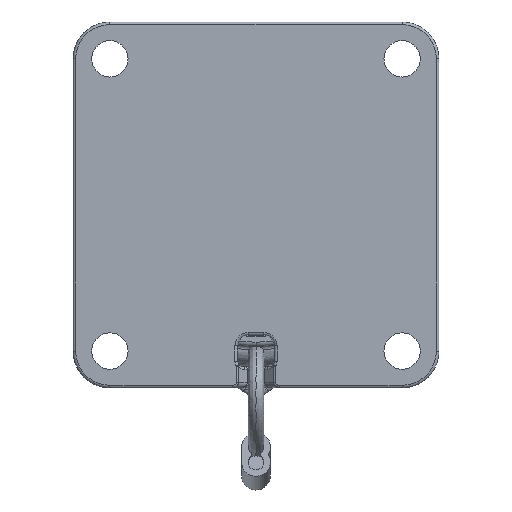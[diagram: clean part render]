
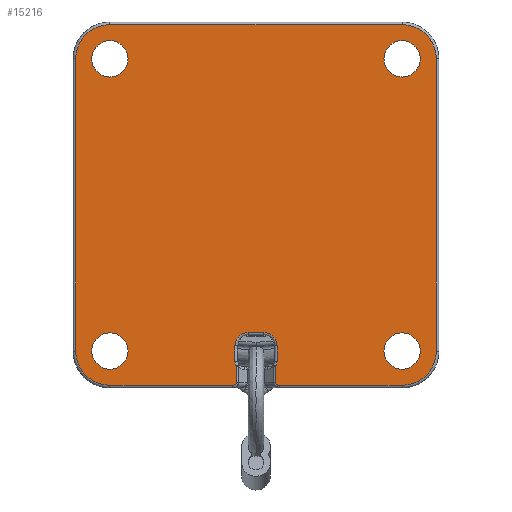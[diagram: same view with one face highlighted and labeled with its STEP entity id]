
A CAD part, front view. The second image highlights one B-rep face of the part: STEP entity #15216.
In plain terms, the highlighted planar face has unit normal (0, -1, 0).
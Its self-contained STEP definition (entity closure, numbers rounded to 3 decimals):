
#1=DIRECTION('',(0.,0.,1.));
#2=VECTOR('',#1,3.11);
#3=CARTESIAN_POINT('',(-3.707,-3.36,-33.75));
#4=LINE('',#3,#2);
#5=CARTESIAN_POINT('',(-4.414,-3.36,-34.25));
#6=CARTESIAN_POINT('',(-4.328,-3.36,-34.25));
#7=CARTESIAN_POINT('',(-4.169,-3.36,-34.229));
#8=CARTESIAN_POINT('',(-3.97,-3.36,-34.149));
#9=CARTESIAN_POINT('',(-3.818,-3.36,-34.034));
#10=CARTESIAN_POINT('',(-3.725,-3.36,-33.891));
#11=CARTESIAN_POINT('',(-3.707,-3.36,-33.798));
#12=CARTESIAN_POINT('',(-3.707,-3.36,-33.75));
#14=DIRECTION('',(1.,0.,0.));
#15=VECTOR('',#14,23.336);
#16=CARTESIAN_POINT('',(-27.75,-3.36,-34.25));
#17=LINE('',#16,#15);
#18=CARTESIAN_POINT('',(-27.75,-3.36,-27.75));
#19=DIRECTION('',(0.,-1.,0.));
#20=DIRECTION('',(-1.,0.,0.));
#21=AXIS2_PLACEMENT_3D('',#18,#19,#20);
#23=DIRECTION('',(0.,0.,-1.));
#24=VECTOR('',#23,55.5);
#25=CARTESIAN_POINT('',(-34.25,-3.36,27.75));
#26=LINE('',#25,#24);
#27=CARTESIAN_POINT('',(-27.75,-3.36,27.75));
#28=DIRECTION('',(0.,-1.,0.));
#29=DIRECTION('',(0.,0.,1.));
#30=AXIS2_PLACEMENT_3D('',#27,#28,#29);
#32=DIRECTION('',(-1.,0.,0.));
#33=VECTOR('',#32,55.5);
#34=CARTESIAN_POINT('',(27.75,-3.36,34.25));
#35=LINE('',#34,#33);
#36=CARTESIAN_POINT('',(27.75,-3.36,27.75));
#37=DIRECTION('',(0.,-1.,0.));
#38=DIRECTION('',(1.,0.,0.));
#39=AXIS2_PLACEMENT_3D('',#36,#37,#38);
#41=DIRECTION('',(0.,0.,1.));
#42=VECTOR('',#41,55.5);
#43=CARTESIAN_POINT('',(34.25,-3.36,-27.75));
#44=LINE('',#43,#42);
#45=CARTESIAN_POINT('',(27.75,-3.36,-27.75));
#46=DIRECTION('',(0.,-1.,0.));
#47=DIRECTION('',(0.,0.,-1.));
#48=AXIS2_PLACEMENT_3D('',#45,#46,#47);
#50=DIRECTION('',(1.,0.,0.));
#51=VECTOR('',#50,23.336);
#52=CARTESIAN_POINT('',(4.414,-3.36,-34.25));
#53=LINE('',#52,#51);
#54=CARTESIAN_POINT('',(3.707,-3.36,-33.75));
#55=CARTESIAN_POINT('',(3.707,-3.36,-33.798));
#56=CARTESIAN_POINT('',(3.726,-3.36,-33.892));
#57=CARTESIAN_POINT('',(3.818,-3.36,-34.034));
#58=CARTESIAN_POINT('',(3.969,-3.36,-34.149));
#59=CARTESIAN_POINT('',(4.169,-3.36,-34.229));
#60=CARTESIAN_POINT('',(4.328,-3.36,-34.25));
#61=CARTESIAN_POINT('',(4.414,-3.36,-34.25));
#63=DIRECTION('',(0.,0.,-1.));
#64=VECTOR('',#63,3.11);
#65=CARTESIAN_POINT('',(3.707,-3.36,-30.64));
#66=LINE('',#65,#64);
#67=CARTESIAN_POINT('',(2.5,-3.36,-29.75));
#68=DIRECTION('',(0.,1.,0.));
#69=DIRECTION('',(1.,0.,0.));
#70=AXIS2_PLACEMENT_3D('',#67,#68,#69);
#72=DIRECTION('',(0.,0.,-1.));
#73=VECTOR('',#72,3.);
#74=CARTESIAN_POINT('',(4.,-3.36,-26.75));
#75=LINE('',#74,#73);
#76=CARTESIAN_POINT('',(1.5,-3.36,-26.75));
#77=DIRECTION('',(0.,1.,0.));
#78=DIRECTION('',(0.,0.,1.));
#79=AXIS2_PLACEMENT_3D('',#76,#77,#78);
#81=DIRECTION('',(1.,0.,0.));
#82=VECTOR('',#81,3.);
#83=CARTESIAN_POINT('',(-1.5,-3.36,-24.25));
#84=LINE('',#83,#82);
#85=CARTESIAN_POINT('',(-1.5,-3.36,-26.75));
#86=DIRECTION('',(0.,1.,0.));
#87=DIRECTION('',(-1.,0.,0.));
#88=AXIS2_PLACEMENT_3D('',#85,#86,#87);
#90=DIRECTION('',(0.,0.,1.));
#91=VECTOR('',#90,3.);
#92=CARTESIAN_POINT('',(-4.,-3.36,-29.75));
#93=LINE('',#92,#91);
#94=CARTESIAN_POINT('',(-2.5,-3.36,-29.75));
#95=DIRECTION('',(0.,1.,0.));
#96=DIRECTION('',(-0.805,0.,-0.594));
#97=AXIS2_PLACEMENT_3D('',#94,#95,#96);
#99=CARTESIAN_POINT('',(-27.75,-3.36,-27.75));
#100=DIRECTION('',(0.,1.,0.));
#101=DIRECTION('',(1.,0.,0.));
#102=AXIS2_PLACEMENT_3D('',#99,#100,#101);
#104=CARTESIAN_POINT('',(-27.75,-3.36,-27.75));
#105=DIRECTION('',(0.,1.,0.));
#106=DIRECTION('',(-1.,0.,0.));
#107=AXIS2_PLACEMENT_3D('',#104,#105,#106);
#109=CARTESIAN_POINT('',(27.75,-3.36,-27.75));
#110=DIRECTION('',(0.,1.,0.));
#111=DIRECTION('',(1.,0.,0.));
#112=AXIS2_PLACEMENT_3D('',#109,#110,#111);
#114=CARTESIAN_POINT('',(27.75,-3.36,-27.75));
#115=DIRECTION('',(0.,1.,0.));
#116=DIRECTION('',(-1.,0.,0.));
#117=AXIS2_PLACEMENT_3D('',#114,#115,#116);
#119=CARTESIAN_POINT('',(27.75,-3.36,27.75));
#120=DIRECTION('',(0.,1.,0.));
#121=DIRECTION('',(1.,0.,0.));
#122=AXIS2_PLACEMENT_3D('',#119,#120,#121);
#124=CARTESIAN_POINT('',(27.75,-3.36,27.75));
#125=DIRECTION('',(0.,1.,0.));
#126=DIRECTION('',(-1.,0.,0.));
#127=AXIS2_PLACEMENT_3D('',#124,#125,#126);
#129=CARTESIAN_POINT('',(-27.75,-3.36,27.75));
#130=DIRECTION('',(0.,1.,0.));
#131=DIRECTION('',(1.,0.,0.));
#132=AXIS2_PLACEMENT_3D('',#129,#130,#131);
#134=CARTESIAN_POINT('',(-27.75,-3.36,27.75));
#135=DIRECTION('',(0.,1.,0.));
#136=DIRECTION('',(-1.,0.,0.));
#137=AXIS2_PLACEMENT_3D('',#134,#135,#136);
#11970=CARTESIAN_POINT('',(-24.3,-3.36,27.75));
#11971=CARTESIAN_POINT('',(-31.2,-3.36,27.75));
#11972=VERTEX_POINT('',#11970);
#11973=VERTEX_POINT('',#11971);
#11974=CARTESIAN_POINT('',(31.2,-3.36,27.75));
#11975=CARTESIAN_POINT('',(24.3,-3.36,27.75));
#11976=VERTEX_POINT('',#11974);
#11977=VERTEX_POINT('',#11975);
#11978=CARTESIAN_POINT('',(31.2,-3.36,-27.75));
#11979=CARTESIAN_POINT('',(24.3,-3.36,-27.75));
#11980=VERTEX_POINT('',#11978);
#11981=VERTEX_POINT('',#11979);
#11982=CARTESIAN_POINT('',(-24.3,-3.36,-27.75));
#11983=CARTESIAN_POINT('',(-31.2,-3.36,-27.75));
#11984=VERTEX_POINT('',#11982);
#11985=VERTEX_POINT('',#11983);
#11986=CARTESIAN_POINT('',(-4.,-3.36,-29.75));
#11987=CARTESIAN_POINT('',(-4.,-3.36,-26.75));
#11988=VERTEX_POINT('',#11986);
#11989=VERTEX_POINT('',#11987);
#11994=CARTESIAN_POINT('',(-1.5,-3.36,-24.25));
#11995=VERTEX_POINT('',#11994);
#11998=CARTESIAN_POINT('',(1.5,-3.36,-24.25));
#11999=VERTEX_POINT('',#11998);
#12002=CARTESIAN_POINT('',(4.,-3.36,-26.75));
#12003=VERTEX_POINT('',#12002);
#12006=CARTESIAN_POINT('',(4.,-3.36,-29.75));
#12007=VERTEX_POINT('',#12006);
#14125=CARTESIAN_POINT('',(-3.707,-3.36,-30.64));
#14126=VERTEX_POINT('',#14125);
#14127=CARTESIAN_POINT('',(-3.707,-3.36,-33.75));
#14128=VERTEX_POINT('',#14127);
#14131=VERTEX_POINT('',#5);
#14133=CARTESIAN_POINT('',(-27.75,-3.36,-34.25));
#14134=VERTEX_POINT('',#14133);
#14137=CARTESIAN_POINT('',(-34.25,-3.36,-27.75));
#14138=VERTEX_POINT('',#14137);
#14141=CARTESIAN_POINT('',(-34.25,-3.36,27.75));
#14142=VERTEX_POINT('',#14141);
#14145=CARTESIAN_POINT('',(-27.75,-3.36,34.25));
#14146=VERTEX_POINT('',#14145);
#14149=CARTESIAN_POINT('',(27.75,-3.36,34.25));
#14150=VERTEX_POINT('',#14149);
#14153=CARTESIAN_POINT('',(34.25,-3.36,27.75));
#14154=VERTEX_POINT('',#14153);
#14157=CARTESIAN_POINT('',(34.25,-3.36,-27.75));
#14158=VERTEX_POINT('',#14157);
#14161=CARTESIAN_POINT('',(27.75,-3.36,-34.25));
#14162=VERTEX_POINT('',#14161);
#14165=CARTESIAN_POINT('',(4.414,-3.36,-34.25));
#14166=VERTEX_POINT('',#14165);
#14169=VERTEX_POINT('',#54);
#14171=CARTESIAN_POINT('',(3.707,-3.36,-30.64));
#14172=VERTEX_POINT('',#14171);
#15145=CARTESIAN_POINT('',(0.,-3.36,0.));
#15146=DIRECTION('',(0.,1.,0.));
#15147=DIRECTION('',(1.,0.,0.));
#15148=AXIS2_PLACEMENT_3D('',#15145,#15146,#15147);
#15149=PLANE('',#15148);
#15151=ORIENTED_EDGE('',*,*,#15150,.F.);
#15153=ORIENTED_EDGE('',*,*,#15152,.F.);
#15155=ORIENTED_EDGE('',*,*,#15154,.F.);
#15157=ORIENTED_EDGE('',*,*,#15156,.F.);
#15159=ORIENTED_EDGE('',*,*,#15158,.F.);
#15161=ORIENTED_EDGE('',*,*,#15160,.F.);
#15163=ORIENTED_EDGE('',*,*,#15162,.F.);
#15165=ORIENTED_EDGE('',*,*,#15164,.F.);
#15167=ORIENTED_EDGE('',*,*,#15166,.F.);
#15169=ORIENTED_EDGE('',*,*,#15168,.F.);
#15171=ORIENTED_EDGE('',*,*,#15170,.F.);
#15173=ORIENTED_EDGE('',*,*,#15172,.F.);
#15175=ORIENTED_EDGE('',*,*,#15174,.F.);
#15177=ORIENTED_EDGE('',*,*,#15176,.F.);
#15179=ORIENTED_EDGE('',*,*,#15178,.F.);
#15181=ORIENTED_EDGE('',*,*,#15180,.F.);
#15183=ORIENTED_EDGE('',*,*,#15182,.F.);
#15185=ORIENTED_EDGE('',*,*,#15184,.F.);
#15187=ORIENTED_EDGE('',*,*,#15186,.F.);
#15189=ORIENTED_EDGE('',*,*,#15188,.F.);
#15190=EDGE_LOOP('',(#15151,#15153,#15155,#15157,#15159,#15161,#15163,#15165,
#15167,#15169,#15171,#15173,#15175,#15177,#15179,#15181,#15183,#15185,#15187,
#15189));
#15191=FACE_OUTER_BOUND('',#15190,.F.);
#15193=ORIENTED_EDGE('',*,*,#15192,.F.);
#15195=ORIENTED_EDGE('',*,*,#15194,.F.);
#15196=EDGE_LOOP('',(#15193,#15195));
#15197=FACE_BOUND('',#15196,.F.);
#15199=ORIENTED_EDGE('',*,*,#15198,.F.);
#15201=ORIENTED_EDGE('',*,*,#15200,.F.);
#15202=EDGE_LOOP('',(#15199,#15201));
#15203=FACE_BOUND('',#15202,.F.);
#15205=ORIENTED_EDGE('',*,*,#15204,.F.);
#15207=ORIENTED_EDGE('',*,*,#15206,.F.);
#15208=EDGE_LOOP('',(#15205,#15207));
#15209=FACE_BOUND('',#15208,.F.);
#15211=ORIENTED_EDGE('',*,*,#15210,.F.);
#15213=ORIENTED_EDGE('',*,*,#15212,.F.);
#15214=EDGE_LOOP('',(#15211,#15213));
#15215=FACE_BOUND('',#15214,.F.);
#15216=ADVANCED_FACE('',(#15191,#15197,#15203,#15209,#15215),#15149,.F.);
#13=B_SPLINE_CURVE_WITH_KNOTS('',3,(#5,#6,#7,#8,#9,#10,#11,#12),.UNSPECIFIED.,
.F.,.F.,(4,1,1,1,1,4),(0.,0.2,0.4,0.6,0.8,1.),.UNSPECIFIED.);
#22=CIRCLE('',#21,6.5);
#31=CIRCLE('',#30,6.5);
#40=CIRCLE('',#39,6.5);
#49=CIRCLE('',#48,6.5);
#62=B_SPLINE_CURVE_WITH_KNOTS('',3,(#54,#55,#56,#57,#58,#59,#60,#61),
.UNSPECIFIED.,.F.,.F.,(4,1,1,1,1,4),(0.,0.2,0.4,0.6,0.8,1.),
.UNSPECIFIED.);
#71=CIRCLE('',#70,1.5);
#80=CIRCLE('',#79,2.5);
#89=CIRCLE('',#88,2.5);
#98=CIRCLE('',#97,1.5);
#103=CIRCLE('',#102,3.45);
#108=CIRCLE('',#107,3.45);
#113=CIRCLE('',#112,3.45);
#118=CIRCLE('',#117,3.45);
#123=CIRCLE('',#122,3.45);
#128=CIRCLE('',#127,3.45);
#133=CIRCLE('',#132,3.45);
#138=CIRCLE('',#137,3.45);
#15150=EDGE_CURVE('',#14128,#14126,#4,.T.);
#15152=EDGE_CURVE('',#14131,#14128,#13,.T.);
#15154=EDGE_CURVE('',#14134,#14131,#17,.T.);
#15156=EDGE_CURVE('',#14138,#14134,#22,.T.);
#15158=EDGE_CURVE('',#14142,#14138,#26,.T.);
#15160=EDGE_CURVE('',#14146,#14142,#31,.T.);
#15162=EDGE_CURVE('',#14150,#14146,#35,.T.);
#15164=EDGE_CURVE('',#14154,#14150,#40,.T.);
#15166=EDGE_CURVE('',#14158,#14154,#44,.T.);
#15168=EDGE_CURVE('',#14162,#14158,#49,.T.);
#15170=EDGE_CURVE('',#14166,#14162,#53,.T.);
#15172=EDGE_CURVE('',#14169,#14166,#62,.T.);
#15174=EDGE_CURVE('',#14172,#14169,#66,.T.);
#15176=EDGE_CURVE('',#12007,#14172,#71,.T.);
#15178=EDGE_CURVE('',#12003,#12007,#75,.T.);
#15180=EDGE_CURVE('',#11999,#12003,#80,.T.);
#15182=EDGE_CURVE('',#11995,#11999,#84,.T.);
#15184=EDGE_CURVE('',#11989,#11995,#89,.T.);
#15186=EDGE_CURVE('',#11988,#11989,#93,.T.);
#15188=EDGE_CURVE('',#14126,#11988,#98,.T.);
#15192=EDGE_CURVE('',#11984,#11985,#103,.T.);
#15194=EDGE_CURVE('',#11985,#11984,#108,.T.);
#15198=EDGE_CURVE('',#11980,#11981,#113,.T.);
#15200=EDGE_CURVE('',#11981,#11980,#118,.T.);
#15204=EDGE_CURVE('',#11976,#11977,#123,.T.);
#15206=EDGE_CURVE('',#11977,#11976,#128,.T.);
#15210=EDGE_CURVE('',#11972,#11973,#133,.T.);
#15212=EDGE_CURVE('',#11973,#11972,#138,.T.);
